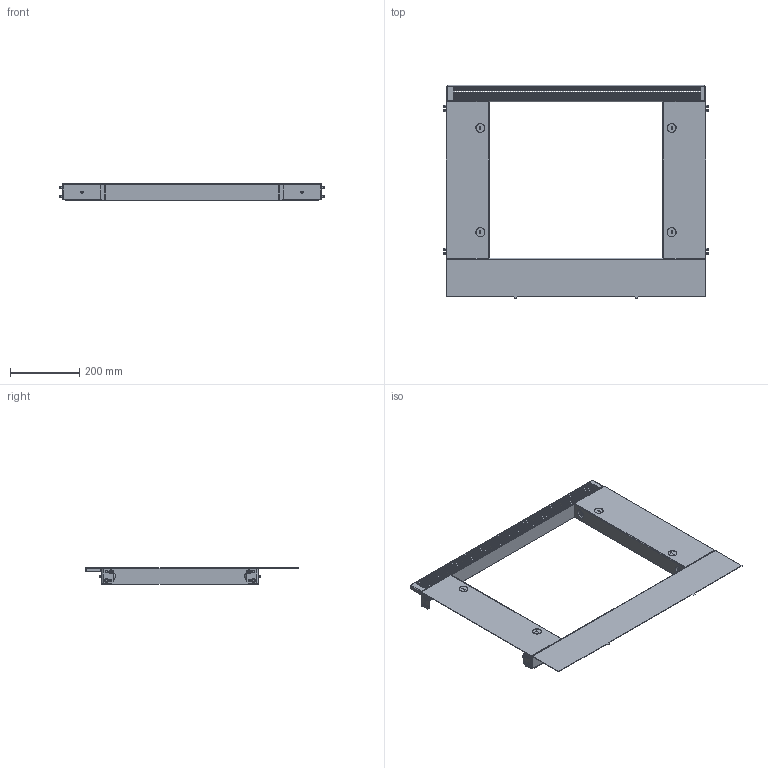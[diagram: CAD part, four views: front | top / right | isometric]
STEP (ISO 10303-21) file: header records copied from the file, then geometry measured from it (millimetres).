
FILE_DESCRIPTION(('STEP AP214'),'1');
FILE_NAME('cctmp_DC9B6F5F-EA15-4ECF-AA08-AD499A379A1C_2024_05_06_11_45_11_0856..stp','2024-05-06T09:45:12',('SIEMENS A&D'),('CADClick - www.CADClick.com'),'Spatial InterOp 3D',' ','unknown authorization');
FILE_SCHEMA(('AUTOMOTIVE_DESIGN'));
Length unit declared in the file: millimetre
Products named in the file (29): cc_unnamed; 2024_05_06_11_45_11_0825; 2024_05_06_11_45_11_0794; 2024_05_06_11_45_11_0762; 2024_05_06_11_45_11_0731; 2024_05_06_11_45_11_0700; 2024_05_06_11_45_11_0669; 2024_05_06_11_45_11_0637; 2024_05_06_11_45_11_0606; 2024_05_06_11_45_11_0575; 2024_05_06_11_45_11_0544; 2024_05_06_11_45_11_0512; 2024_05_06_11_45_11_0481; 2024_05_06_11_45_11_0450; 2024_05_06_11_45_11_0419; 2024_05_06_11_45_11_0387; 2024_05_06_11_45_11_0356; 2024_05_06_11_45_11_0325; 2024_05_06_11_45_11_0294; 2024_05_06_11_45_11_0262; 2024_05_06_11_45_11_0231; 2024_05_06_11_45_11_0200; 2024_05_06_11_45_11_0169; 2024_05_06_11_45_11_0123; 2024_05_06_11_45_11_0092; 2024_05_06_11_45_11_0029; 2024_05_06_11_45_10_0998; 2024_05_06_11_45_10_0967; 2024_05_06_11_45_10_0936
Assembly tree (28 placements, depth 2):
  cc_unnamed
    2024_05_06_11_45_11_0825
    2024_05_06_11_45_11_0794
    2024_05_06_11_45_11_0762
    2024_05_06_11_45_11_0731
    2024_05_06_11_45_11_0700
    2024_05_06_11_45_11_0669
    2024_05_06_11_45_11_0637
    2024_05_06_11_45_11_0606
    2024_05_06_11_45_11_0575
    2024_05_06_11_45_11_0544
    2024_05_06_11_45_11_0512
    2024_05_06_11_45_11_0481
    2024_05_06_11_45_11_0450
    2024_05_06_11_45_11_0419
    2024_05_06_11_45_11_0387
    2024_05_06_11_45_11_0356
    2024_05_06_11_45_11_0325
    2024_05_06_11_45_11_0294
    2024_05_06_11_45_11_0262
    2024_05_06_11_45_11_0231
    2024_05_06_11_45_11_0200
    2024_05_06_11_45_11_0169
    2024_05_06_11_45_11_0123
    2024_05_06_11_45_11_0092
    2024_05_06_11_45_11_0029
    2024_05_06_11_45_10_0998
    2024_05_06_11_45_10_0967
    2024_05_06_11_45_10_0936
Bounding box: 766 x 616 x 48 mm (x, y, z)
Volume: 568709.2 mm3; surface area: 767248.3 mm2
Topology: 28 solids, 28 shells, 1116 faces, 2996 edges, 1972 vertices
Faces by surface type: plane 806, cylinder 230, cone 80
Entity records: 45150 total; most frequent: CARTESIAN_POINT 6113, ORIENTED_EDGE 5992, DIRECTION 5846, EDGE_CURVE 2996, LINE 2436, VECTOR 2436, VERTEX_POINT 1972, AXIS2_PLACEMENT_3D 1705
